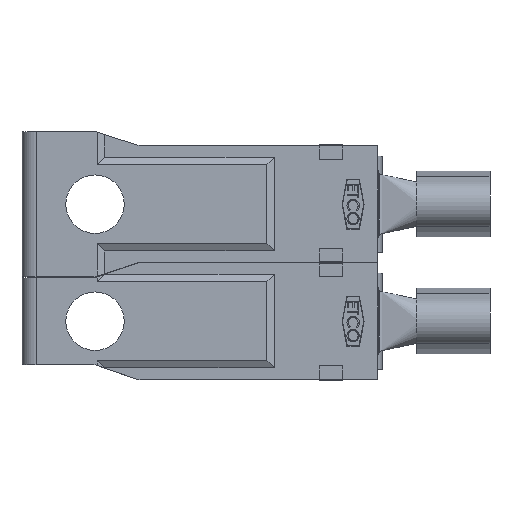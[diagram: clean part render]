
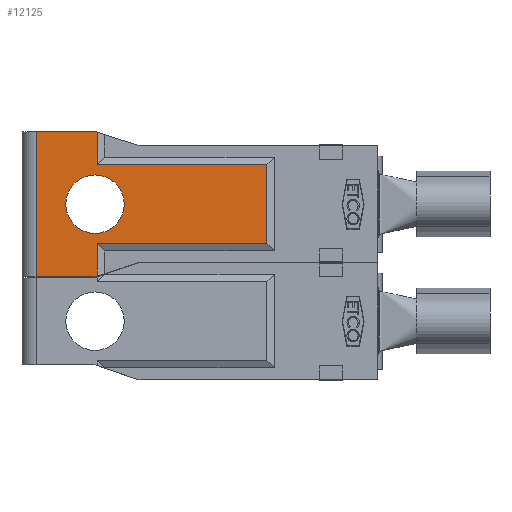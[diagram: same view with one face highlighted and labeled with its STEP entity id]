
A CAD part, front view. The second image highlights one B-rep face of the part: STEP entity #12125.
In plain terms, the highlighted planar face has unit normal (0, -1, 0).
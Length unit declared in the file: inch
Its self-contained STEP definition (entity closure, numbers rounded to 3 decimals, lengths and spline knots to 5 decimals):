
#143 = EDGE_CURVE ( 'NONE', #9333, #10463, #13135, .T. ) ;
#316 = DIRECTION ( 'NONE',  ( 0., 0., -1. ) ) ;
#477 = ORIENTED_EDGE ( 'NONE', *, *, #5997, .T. ) ;
#681 = CARTESIAN_POINT ( 'NONE',  ( 0., -0.03, -0.155 ) ) ;
#827 = LINE ( 'NONE', #10429, #10127 ) ;
#951 = CARTESIAN_POINT ( 'NONE',  ( 0.126, -0.03, -0.155 ) ) ;
#1120 = PLANE ( 'NONE',  #6458 ) ;
#1182 = VECTOR ( 'NONE', #10383, 39.37008 ) ;
#1463 = DIRECTION ( 'NONE',  ( 0., 0., -1. ) ) ;
#1659 = EDGE_CURVE ( 'NONE', #13717, #8032, #5310, .T. ) ;
#1699 = FACE_OUTER_BOUND ( 'NONE', #6275, .T. ) ;
#1990 = DIRECTION ( 'NONE',  ( 1., 0., 0. ) ) ;
#2024 = CARTESIAN_POINT ( 'NONE',  ( 0.126, -0.03, 0. ) ) ;
#2074 = CARTESIAN_POINT ( 'NONE',  ( 0.49341, -0.03, -0.08441 ) ) ;
#2112 = ORIENTED_EDGE ( 'NONE', *, *, #7019, .T. ) ;
#2326 = CARTESIAN_POINT ( 'NONE',  ( 0., -0.03, 0.155 ) ) ;
#2465 = CARTESIAN_POINT ( 'NONE',  ( 0.126, -0.03, 0. ) ) ;
#2800 = CARTESIAN_POINT ( 'NONE',  ( 0.126, -0.03, 0.0625 ) ) ;
#3253 = DIRECTION ( 'NONE',  ( 0., 0., 1. ) ) ;
#3492 = VECTOR ( 'NONE', #8514, 39.37008 ) ;
#3544 = ORIENTED_EDGE ( 'NONE', *, *, #143, .T. ) ;
#3711 = DIRECTION ( 'NONE',  ( 0., 0., 1. ) ) ;
#3835 = CARTESIAN_POINT ( 'NONE',  ( 0.13041, -0.03, -0.15362 ) ) ;
#3837 = LINE ( 'NONE', #7518, #10335 ) ;
#4431 = LINE ( 'NONE', #12761, #1182 ) ;
#4438 = ORIENTED_EDGE ( 'NONE', *, *, #6021, .F. ) ;
#4586 = CARTESIAN_POINT ( 'NONE',  ( 0.13041, -0.03, -0.08441 ) ) ;
#4594 = CARTESIAN_POINT ( 'NONE',  ( 0.11121, -0.03, -0.08441 ) ) ;
#4780 = DIRECTION ( 'NONE',  ( 0., 1., 0. ) ) ;
#4995 = CARTESIAN_POINT ( 'NONE',  ( 0.22, -0.03, 0.1255 ) ) ;
#5112 = EDGE_CURVE ( 'NONE', #14512, #11850, #12234, .T. ) ;
#5156 = VECTOR ( 'NONE', #12279, 39.37008 ) ;
#5310 = CIRCLE ( 'NONE', #9906, 0.0625 ) ;
#5319 = EDGE_CURVE ( 'NONE', #9333, #5926, #6709, .T. ) ;
#5832 = ORIENTED_EDGE ( 'NONE', *, *, #8339, .F. ) ;
#5851 = VERTEX_POINT ( 'NONE', #12272 ) ;
#5926 = VERTEX_POINT ( 'NONE', #13627 ) ;
#5981 = DIRECTION ( 'NONE',  ( 0., 0., -1. ) ) ;
#5997 = EDGE_CURVE ( 'NONE', #10463, #14512, #4431, .T. ) ;
#6021 = EDGE_CURVE ( 'NONE', #11997, #11850, #827, .T. ) ;
#6040 = CARTESIAN_POINT ( 'NONE',  ( 0., -0.03, 0.155 ) ) ;
#6275 = EDGE_LOOP ( 'NONE', ( #14850, #8421, #5832, #8848, #2112, #9311, #3544, #477, #10872, #4438 ) ) ;
#6324 = CARTESIAN_POINT ( 'NONE',  ( 0., -0.03, 0.155 ) ) ;
#6458 = AXIS2_PLACEMENT_3D ( 'NONE', #2326, #4780, #13268 ) ;
#6562 = CARTESIAN_POINT ( 'NONE',  ( 0.13041, -0.03, 0.15362 ) ) ;
#6709 = LINE ( 'NONE', #6040, #3492 ) ;
#6770 = EDGE_CURVE ( 'NONE', #11997, #14116, #11048, .T. ) ;
#6983 = DIRECTION ( 'NONE',  ( 0.954, 0., 0.299 ) ) ;
#7019 = EDGE_CURVE ( 'NONE', #8101, #5926, #8026, .T. ) ;
#7426 = ORIENTED_EDGE ( 'NONE', *, *, #14198, .T. ) ;
#7518 = CARTESIAN_POINT ( 'NONE',  ( 0.49341, -0.03, 0.1 ) ) ;
#7847 = CIRCLE ( 'NONE', #11524, 0.0625 ) ;
#8026 = LINE ( 'NONE', #4995, #5156 ) ;
#8032 = VERTEX_POINT ( 'NONE', #2800 ) ;
#8101 = VERTEX_POINT ( 'NONE', #6562 ) ;
#8339 = EDGE_CURVE ( 'NONE', #10928, #5851, #11409, .T. ) ;
#8421 = ORIENTED_EDGE ( 'NONE', *, *, #14306, .F. ) ;
#8514 = DIRECTION ( 'NONE',  ( 1., 0., 0. ) ) ;
#8848 = ORIENTED_EDGE ( 'NONE', *, *, #10709, .F. ) ;
#9311 = ORIENTED_EDGE ( 'NONE', *, *, #5319, .F. ) ;
#9333 = VERTEX_POINT ( 'NONE', #11291 ) ;
#9499 = CARTESIAN_POINT ( 'NONE',  ( 0.11121, -0.03, 0.08441 ) ) ;
#9899 = VECTOR ( 'NONE', #316, 39.37008 ) ;
#9906 = AXIS2_PLACEMENT_3D ( 'NONE', #2024, #10559, #3253 ) ;
#10127 = VECTOR ( 'NONE', #11662, 39.37008 ) ;
#10335 = VECTOR ( 'NONE', #1463, 39.37008 ) ;
#10383 = DIRECTION ( 'NONE',  ( 1., 0., 0. ) ) ;
#10429 = CARTESIAN_POINT ( 'NONE',  ( 0.13041, -0.03, 0.155 ) ) ;
#10463 = VERTEX_POINT ( 'NONE', #681 ) ;
#10559 = DIRECTION ( 'NONE',  ( 0., 1., 0. ) ) ;
#10651 = FACE_BOUND ( 'NONE', #13743, .T. ) ;
#10709 = EDGE_CURVE ( 'NONE', #8101, #10928, #11246, .T. ) ;
#10734 = DIRECTION ( 'NONE',  ( 1., 0., 0. ) ) ;
#10868 = VECTOR ( 'NONE', #5981, 39.37008 ) ;
#10872 = ORIENTED_EDGE ( 'NONE', *, *, #5112, .T. ) ;
#10928 = VERTEX_POINT ( 'NONE', #12705 ) ;
#10997 = DIRECTION ( 'NONE',  ( 0., 1., 0. ) ) ;
#11048 = LINE ( 'NONE', #4594, #14274 ) ;
#11141 = CARTESIAN_POINT ( 'NONE',  ( 0.126, -0.03, -0.0625 ) ) ;
#11246 = LINE ( 'NONE', #13265, #10868 ) ;
#11291 = CARTESIAN_POINT ( 'NONE',  ( 0., -0.03, 0.155 ) ) ;
#11348 = ORIENTED_EDGE ( 'NONE', *, *, #1659, .T. ) ;
#11409 = LINE ( 'NONE', #9499, #14237 ) ;
#11524 = AXIS2_PLACEMENT_3D ( 'NONE', #2465, #10997, #3711 ) ;
#11662 = DIRECTION ( 'NONE',  ( 0., 0., -1. ) ) ;
#11850 = VERTEX_POINT ( 'NONE', #3835 ) ;
#11997 = VERTEX_POINT ( 'NONE', #4586 ) ;
#12125 = ADVANCED_FACE ( 'NONE', ( #10651, #1699 ), #1120, .F. ) ;
#12234 = LINE ( 'NONE', #951, #15448 ) ;
#12272 = CARTESIAN_POINT ( 'NONE',  ( 0.49341, -0.03, 0.08441 ) ) ;
#12279 = DIRECTION ( 'NONE',  ( -0.954, 0., 0.299 ) ) ;
#12705 = CARTESIAN_POINT ( 'NONE',  ( 0.13041, -0.03, 0.08441 ) ) ;
#12761 = CARTESIAN_POINT ( 'NONE',  ( 0., -0.03, -0.155 ) ) ;
#13135 = LINE ( 'NONE', #6324, #9899 ) ;
#13247 = CARTESIAN_POINT ( 'NONE',  ( 0.126, -0.03, -0.155 ) ) ;
#13265 = CARTESIAN_POINT ( 'NONE',  ( 0.13041, -0.03, 0.155 ) ) ;
#13268 = DIRECTION ( 'NONE',  ( 0., 0., 1. ) ) ;
#13627 = CARTESIAN_POINT ( 'NONE',  ( 0.126, -0.03, 0.155 ) ) ;
#13717 = VERTEX_POINT ( 'NONE', #11141 ) ;
#13743 = EDGE_LOOP ( 'NONE', ( #7426, #11348 ) ) ;
#14116 = VERTEX_POINT ( 'NONE', #2074 ) ;
#14198 = EDGE_CURVE ( 'NONE', #8032, #13717, #7847, .T. ) ;
#14237 = VECTOR ( 'NONE', #10734, 39.37008 ) ;
#14274 = VECTOR ( 'NONE', #1990, 39.37008 ) ;
#14306 = EDGE_CURVE ( 'NONE', #5851, #14116, #3837, .T. ) ;
#14512 = VERTEX_POINT ( 'NONE', #13247 ) ;
#14850 = ORIENTED_EDGE ( 'NONE', *, *, #6770, .T. ) ;
#15448 = VECTOR ( 'NONE', #6983, 39.37008 ) ;
